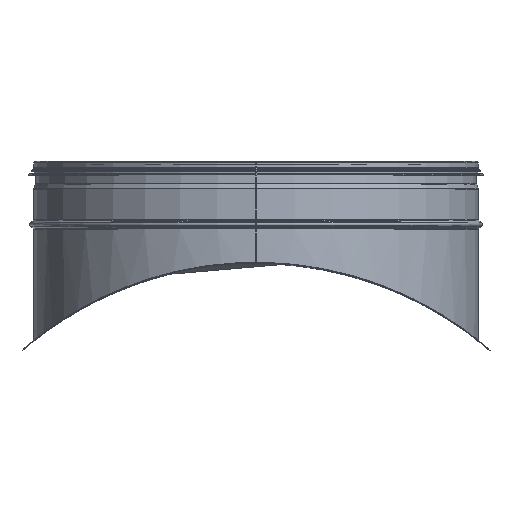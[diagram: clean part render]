
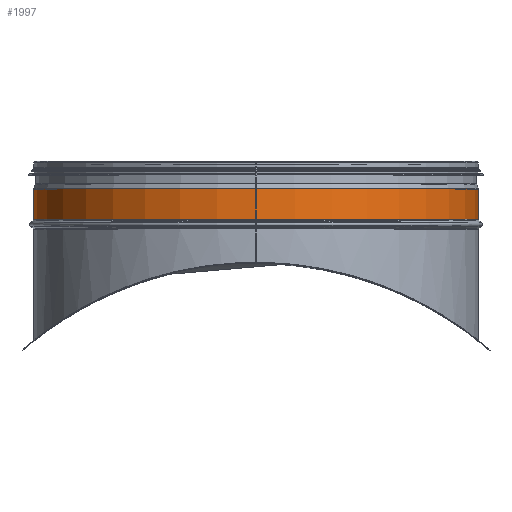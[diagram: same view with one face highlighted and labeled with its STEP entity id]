
A CAD part, top view. The second image highlights one B-rep face of the part: STEP entity #1997.
In plain terms, the highlighted cylindrical face has radius 249.375 mm (diameter 498.75 mm), a full revolution.
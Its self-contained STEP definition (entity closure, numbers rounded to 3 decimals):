
#1192=CARTESIAN_POINT('',(249.375,31.0,0.004));
#1193=VERTEX_POINT('',#1192);
#1224=CARTESIAN_POINT('',(249.375,65.0,0.004));
#1225=VERTEX_POINT('',#1224);
#1232=CARTESIAN_POINT('',(249.375,31.0,0.004));
#1233=DIRECTION('',(0.0,1.0,0.0));
#1234=VECTOR('',#1233,34.0);
#1235=LINE('',#1232,#1234);
#1236=EDGE_CURVE('',#1193,#1225,#1235,.T.);
#1543=CARTESIAN_POINT('',(249.375,65.0,0.0));
#1544=VERTEX_POINT('',#1543);
#1575=CARTESIAN_POINT('',(249.375,31.0,0.0));
#1576=VERTEX_POINT('',#1575);
#1583=CARTESIAN_POINT('',(249.375,31.0,0.0));
#1584=DIRECTION('',(0.0,1.0,0.0));
#1585=VECTOR('',#1584,34.0);
#1586=LINE('',#1583,#1585);
#1587=EDGE_CURVE('',#1576,#1544,#1586,.T.);
#1968=CARTESIAN_POINT('',(0.,31.,0.0));
#1969=DIRECTION('',(0.0,1.0,0.0));
#1970=DIRECTION('',(1.0,0.0,0.0));
#1971=AXIS2_PLACEMENT_3D('',#1968,#1969,#1970);
#1972=CIRCLE('',#1971,249.375);
#1973=EDGE_CURVE('',#1576,#1193,#1972,.T.);
#1980=CARTESIAN_POINT('',(0.,251.36,0.0));
#1981=DIRECTION('',(0.,1.0,0.0));
#1982=DIRECTION('',(1.0,0.0,0.0));
#1983=AXIS2_PLACEMENT_3D('',#1980,#1981,#1982);
#1984=CYLINDRICAL_SURFACE('',#1983,249.375);
#1985=ORIENTED_EDGE('',*,*,#1236,.T.);
#1986=CARTESIAN_POINT('',(0.,65.,0.0));
#1987=DIRECTION('',(0.0,1.0,0.0));
#1988=DIRECTION('',(1.0,0.0,0.0));
#1989=AXIS2_PLACEMENT_3D('',#1986,#1987,#1988);
#1990=CIRCLE('',#1989,249.375);
#1991=EDGE_CURVE('',#1544,#1225,#1990,.T.);
#1992=ORIENTED_EDGE('',*,*,#1991,.F.);
#1993=ORIENTED_EDGE('',*,*,#1587,.F.);
#1994=ORIENTED_EDGE('',*,*,#1973,.T.);
#1995=EDGE_LOOP('',(#1985,#1992,#1993,#1994));
#1996=FACE_OUTER_BOUND('',#1995,.T.);
#1997=ADVANCED_FACE('',(#1996),#1984,.T.);
